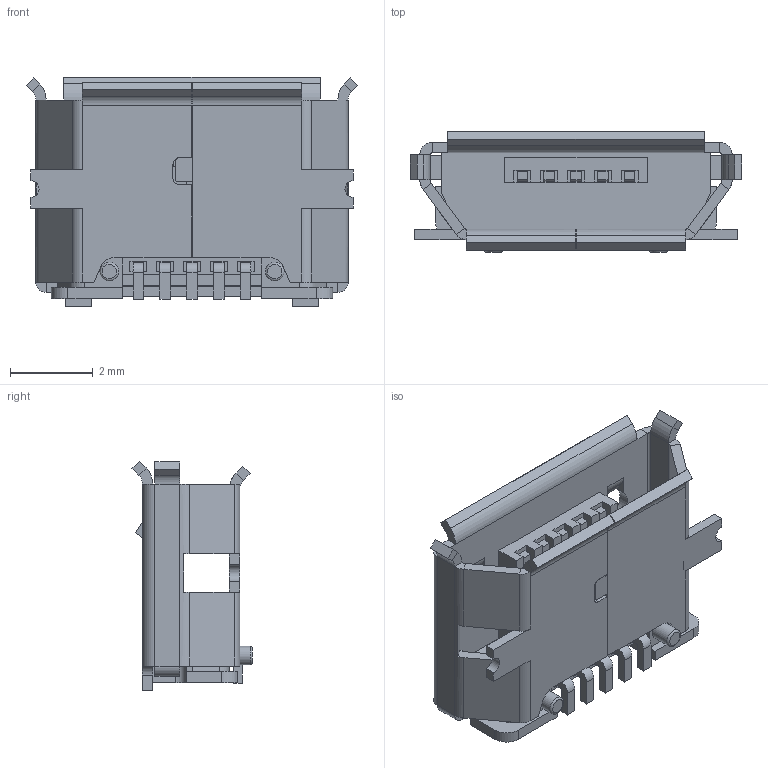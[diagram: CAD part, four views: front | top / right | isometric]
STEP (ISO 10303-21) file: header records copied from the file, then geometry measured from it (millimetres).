
FILE_DESCRIPTION (( 'STEP AP214' ), '1' );
FILE_NAME ('940.STEP', '2014-11-05T15:42:16', ( '' ), ( '' ), 'SwSTEP 2.0', 'SolidWorks 2013', '' );
FILE_SCHEMA (( 'AUTOMOTIVE_DESIGN' ));
Length unit declared in the file: inch
Products named in the file (1): 940
Bounding box: 8.02 x 2.9 x 5.56 mm (x, y, z)
Volume: 35.3 mm3; surface area: 297.1 mm2
Topology: 3 solids, 3 shells, 522 faces, 1370 edges, 870 vertices
Faces by surface type: plane 432, cylinder 86, bspline 2, torus 2
Full cylindrical faces by diameter (mm): 0.45 x2
Entity records: 22634 total; most frequent: CARTESIAN_POINT 2791, ORIENTED_EDGE 2732, DIRECTION 2582, EDGE_CURVE 1366, VECTOR 1180, LINE 1180, VERTEX_POINT 870, AXIS2_PLACEMENT_3D 701
